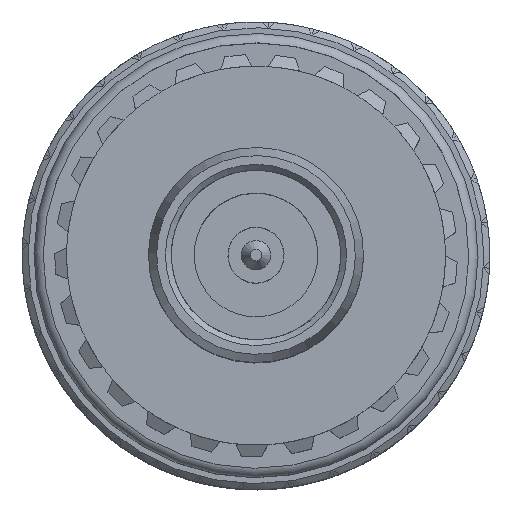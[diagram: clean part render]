
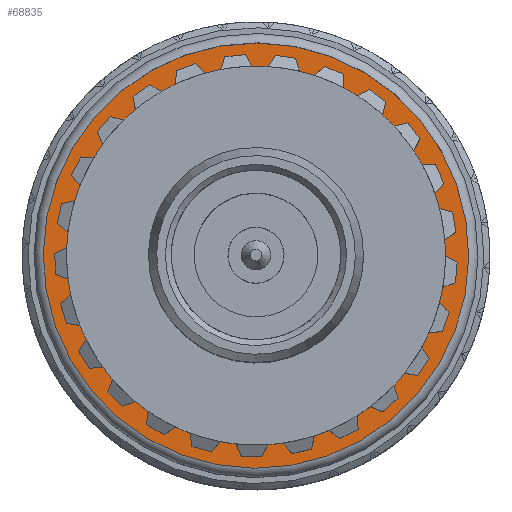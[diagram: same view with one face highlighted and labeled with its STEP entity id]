
A CAD part, top view. The second image highlights one B-rep face of the part: STEP entity #68835.
In plain terms, the highlighted planar face has unit normal (0, 0, 1).
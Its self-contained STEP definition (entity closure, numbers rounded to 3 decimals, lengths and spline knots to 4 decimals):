
#14887=PLANE('',#72598);
#26096=ORIENTED_EDGE('',*,*,#45082,.T.);
#26097=ORIENTED_EDGE('',*,*,#45080,.F.);
#45080=EDGE_CURVE('',#52665,#52665,#53982,.T.);
#45082=EDGE_CURVE('',#52667,#52667,#53984,.T.);
#52665=VERTEX_POINT('',#183742);
#52667=VERTEX_POINT('',#183747);
#53982=CIRCLE('',#72596,3.64);
#53984=CIRCLE('',#72599,2.);
#57147=EDGE_LOOP('',(#26096));
#57148=EDGE_LOOP('',(#26097));
#62435=FACE_BOUND('',#57147,.T.);
#62436=FACE_BOUND('',#57148,.T.);
#68835=ADVANCED_FACE('',(#62435,#62436),#14887,.F.);
#72596=AXIS2_PLACEMENT_3D('',#183741,#76176,#76177);
#72598=AXIS2_PLACEMENT_3D('',#183745,#76180,#76181);
#72599=AXIS2_PLACEMENT_3D('',#183746,#76182,#76183);
#76176=DIRECTION('',(0.,0.,-1.));
#76177=DIRECTION('',(-0.943,-0.333,0.));
#76180=DIRECTION('',(0.,0.,-1.));
#76181=DIRECTION('',(0.943,0.333,0.));
#76182=DIRECTION('',(0.,0.,-1.));
#76183=DIRECTION('',(-0.943,-0.333,0.));
#183741=CARTESIAN_POINT('',(0.,0.,2.355));
#183742=CARTESIAN_POINT('',(-3.4322,-1.2123,2.355));
#183745=CARTESIAN_POINT('',(0.,0.,2.355));
#183746=CARTESIAN_POINT('',(0.,0.,2.355));
#183747=CARTESIAN_POINT('',(-1.8858,-0.6661,2.355));
